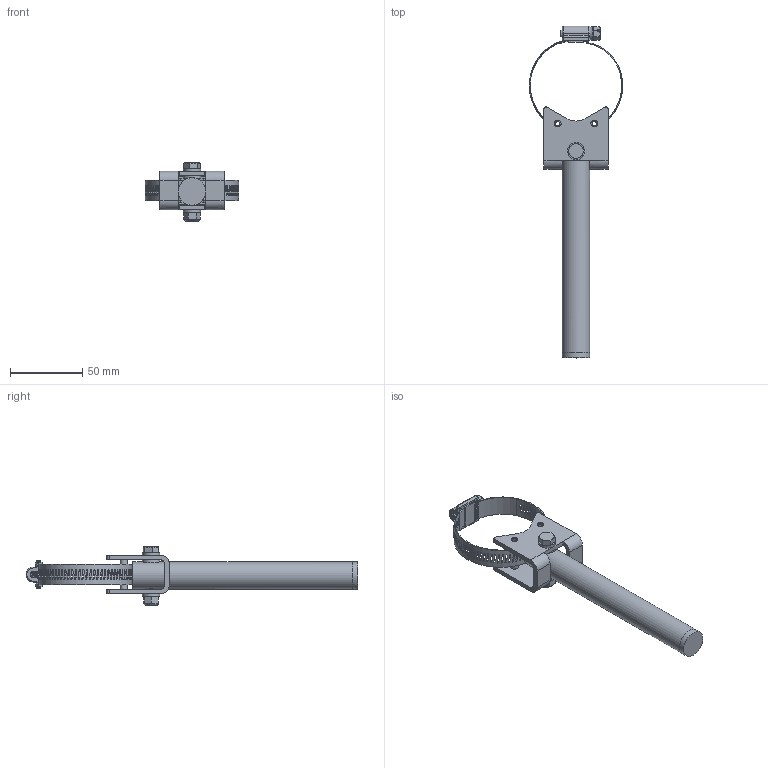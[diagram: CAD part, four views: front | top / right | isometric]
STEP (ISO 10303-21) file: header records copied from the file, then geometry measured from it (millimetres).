
FILE_DESCRIPTION(/* description */ (''),/* implementation_level */ '2;1');
FILE_NAME(/* name */ 'LA00040.stp',/* time_stamp */ '2018-03-05T15:44:03-05:00',/* author */ ('James'),/* organization */ (''),/* preprocessor_version */ 'ST-DEVELOPER v16.5',/* originating_system */ 'Autodesk Inventor 2017',/* authorisation */ '');
FILE_SCHEMA (('AUTOMOTIVE_DESIGN { 1 0 10303 214 3 1 1 }'));
Products named in the file (1): LA00040
Bounding box: 64.67 x 230.26 x 40.27 mm (x, y, z)
Volume: 30881.2 mm3; surface area: 37317 mm2
Topology: 3 solids, 3 shells, 598 faces, 1815 edges, 1205 vertices
Faces by surface type: plane 207, bspline 197, cylinder 122, cone 57, torus 10, sphere 5
Full cylindrical faces by diameter (mm): 4.75 x4, 4.762 x1, 5.076 x1, 6 x1, 6.4 x3, 6.538 x1, 6.756 x2, 10.356 x1, 12 x3, 16.561 x1, 19.05 x2
Entity records: 46063 total; most frequent: CARTESIAN_POINT 31231, ORIENTED_EDGE 3540, DIRECTION 2308, EDGE_CURVE 1764, VERTEX_POINT 1187, AXIS2_PLACEMENT_3D 831, EDGE_LOOP 795, LINE 646
